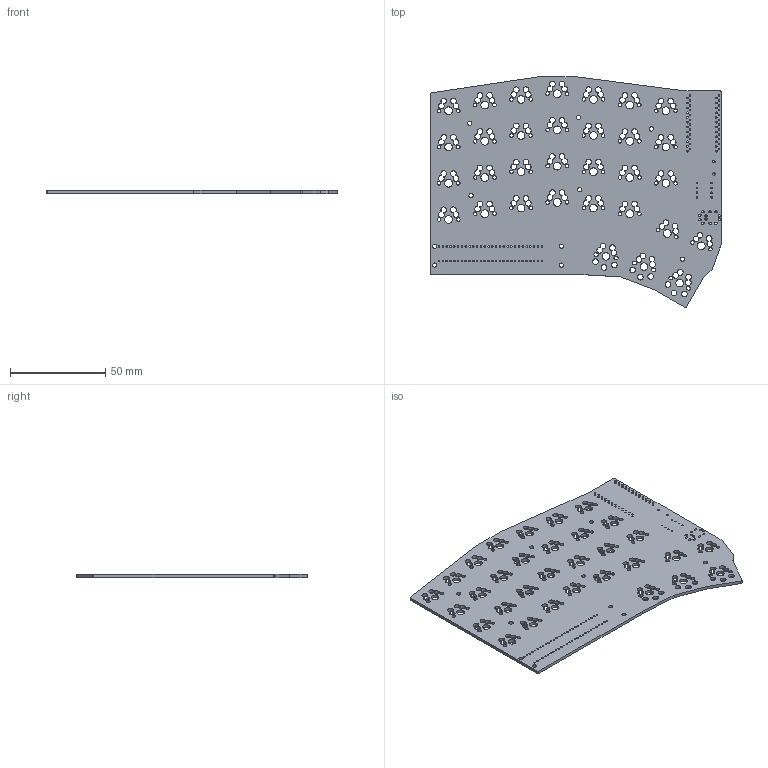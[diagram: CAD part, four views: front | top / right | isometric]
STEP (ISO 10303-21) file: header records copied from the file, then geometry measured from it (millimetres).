
FILE_DESCRIPTION(('KiCad electronic assembly'),'2;1');
FILE_NAME('splitkb.step','2020-07-06T21:23:26',('An Author'),( 'A Company'),'Open CASCADE STEP processor 6.9', 'KiCad to STEP converter','Unknown');
FILE_SCHEMA(('AUTOMOTIVE_DESIGN { 1 0 10303 214 1 1 1 1 }'));
Length unit declared in the file: millimetre
Products named in the file (2): Open CASCADE STEP translator 6.9 1; COMPOUND
Assembly tree (1 placements, depth 2):
  Open CASCADE STEP translator 6.9 1
    COMPOUND
Bounding box: 153 x 121.32 x 1.6 mm (x, y, z)
Volume: 22358.7 mm3; surface area: 32555.5 mm2
Topology: 1 solids, 1 shells, 553 faces, 1653 edges, 1102 vertices
Faces by surface type: cylinder 521, plane 32
Full cylindrical faces by diameter (mm): 0.813 x112, 1.2 x4, 1.3 x2, 1.9 x58, 2.2 x10, 3 x9, 4 x3, 4.1 x29
Entity records: 41725 total; most frequent: CARTESIAN_POINT 6896, DIRECTION 6831, ORIENTED_EDGE 3306, PCURVE 3306, DEFINITIONAL_REPRESENTATION 3306, LINE 2595, VECTOR 2595, CIRCLE 2084
